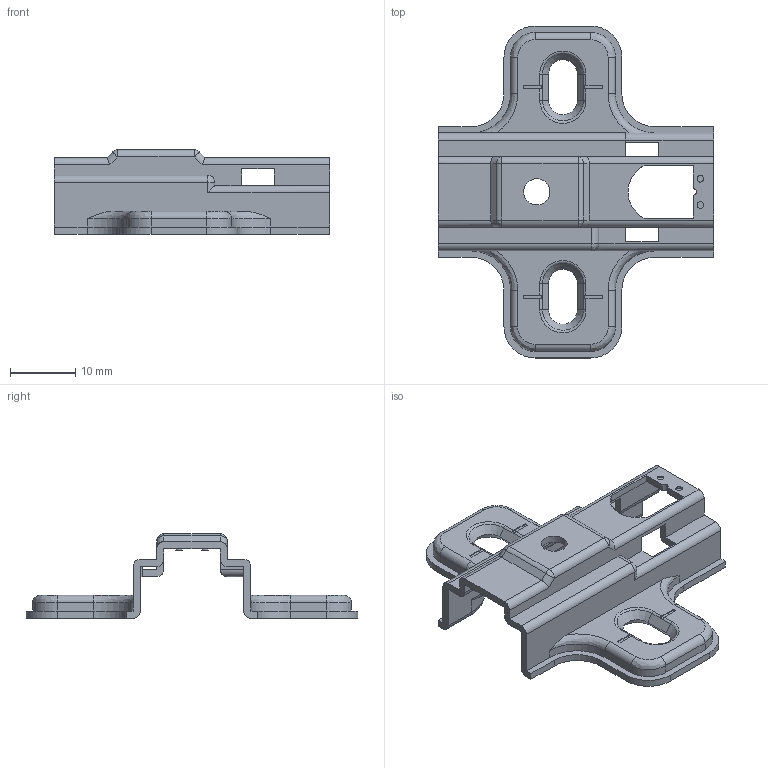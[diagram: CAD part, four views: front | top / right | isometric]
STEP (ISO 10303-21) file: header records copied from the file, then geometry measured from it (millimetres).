
FILE_DESCRIPTION (( 'STEP AP214' ), '1' );
FILE_NAME ('F000098_3D.step', '2022-06-06T12:28:19', ( '' ), ( '' ), 'SwSTEP 2.0', 'SolidWorks 2020', '' );
FILE_SCHEMA (( 'AUTOMOTIVE_DESIGN' ));
Length unit declared in the file: millimetre
Products named in the file (1): F000098_3D
Bounding box: 42 x 50.7 x 12.9 mm (x, y, z)
Volume: 2364.6 mm3; surface area: 4645.2 mm2
Topology: 1 solids, 1 shells, 231 faces, 621 edges, 389 vertices
Faces by surface type: plane 111, cylinder 83, bspline 25, cone 12
Entity records: 8182 total; most frequent: CARTESIAN_POINT 2417, ORIENTED_EDGE 1232, DIRECTION 1174, EDGE_CURVE 616, VECTOR 404, LINE 404, VERTEX_POINT 389, AXIS2_PLACEMENT_3D 385
